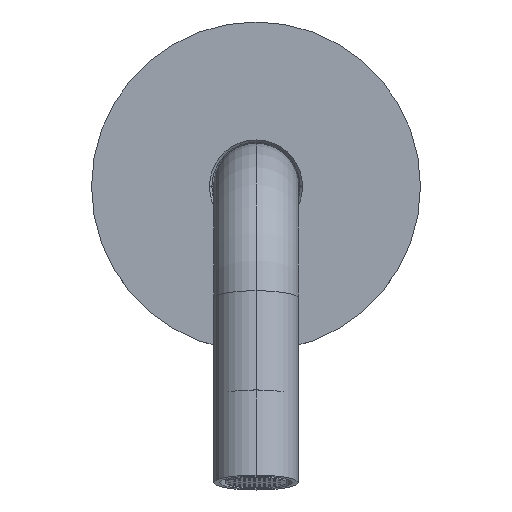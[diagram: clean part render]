
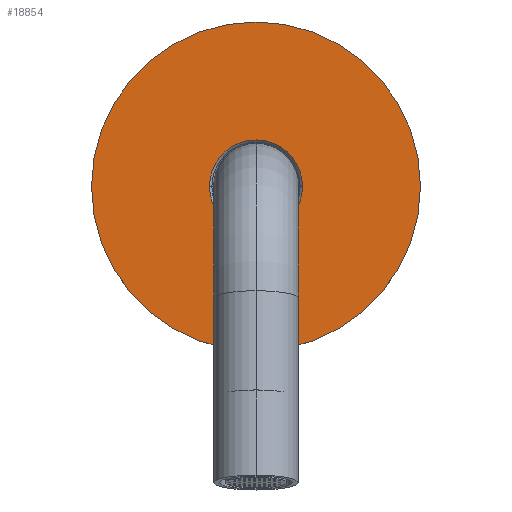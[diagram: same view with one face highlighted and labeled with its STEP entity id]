
A CAD part, top view. The second image highlights one B-rep face of the part: STEP entity #18854.
In plain terms, the highlighted planar face has unit normal (0, 0, 1).
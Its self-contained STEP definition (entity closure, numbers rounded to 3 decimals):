
#18237=CARTESIAN_POINT('',(0.,0.,7.5));
#18238=DIRECTION('',(0.,0.,1.));
#18239=DIRECTION('',(-1.,0.,0.));
#18240=AXIS2_PLACEMENT_3D('',#18237,#18238,#18239);
#18242=CARTESIAN_POINT('',(0.,0.,7.5));
#18243=DIRECTION('',(0.,0.,-1.));
#18244=DIRECTION('',(-1.,0.,0.));
#18245=AXIS2_PLACEMENT_3D('',#18242,#18243,#18244);
#18247=CARTESIAN_POINT('',(0.,0.,7.5));
#18248=DIRECTION('',(0.,0.,1.));
#18249=DIRECTION('',(-1.,0.,0.));
#18250=AXIS2_PLACEMENT_3D('',#18247,#18248,#18249);
#18252=CARTESIAN_POINT('',(0.,0.,7.5));
#18253=DIRECTION('',(0.,0.,1.));
#18254=DIRECTION('',(1.,0.,0.));
#18255=AXIS2_PLACEMENT_3D('',#18252,#18253,#18254);
#18280=CARTESIAN_POINT('',(-35.,0.,7.5));
#18282=VERTEX_POINT('',#18280);
#18292=CARTESIAN_POINT('',(35.,0.,7.5));
#18294=VERTEX_POINT('',#18292);
#18323=CARTESIAN_POINT('',(-9.9,0.,7.5));
#18324=CARTESIAN_POINT('',(9.9,0.,7.5));
#18325=VERTEX_POINT('',#18323);
#18326=VERTEX_POINT('',#18324);
#18841=CARTESIAN_POINT('',(0.,0.,7.5));
#18842=DIRECTION('',(0.,0.,-1.));
#18843=DIRECTION('',(1.,0.,0.));
#18844=AXIS2_PLACEMENT_3D('',#18841,#18842,#18843);
#18845=PLANE('',#18844);
#18846=ORIENTED_EDGE('',*,*,#18827,.F.);
#18847=ORIENTED_EDGE('',*,*,#18809,.T.);
#18848=EDGE_LOOP('',(#18846,#18847));
#18849=FACE_OUTER_BOUND('',#18848,.F.);
#18850=ORIENTED_EDGE('',*,*,#18374,.T.);
#18851=ORIENTED_EDGE('',*,*,#18396,.T.);
#18852=EDGE_LOOP('',(#18850,#18851));
#18853=FACE_BOUND('',#18852,.F.);
#18854=ADVANCED_FACE('',(#18849,#18853),#18845,.F.);
#18241=CIRCLE('',#18240,35.);
#18246=CIRCLE('',#18245,35.);
#18251=CIRCLE('',#18250,9.9);
#18256=CIRCLE('',#18255,9.9);
#18374=EDGE_CURVE('',#18325,#18326,#18251,.T.);
#18396=EDGE_CURVE('',#18326,#18325,#18256,.T.);
#18809=EDGE_CURVE('',#18282,#18294,#18246,.T.);
#18827=EDGE_CURVE('',#18282,#18294,#18241,.T.);
